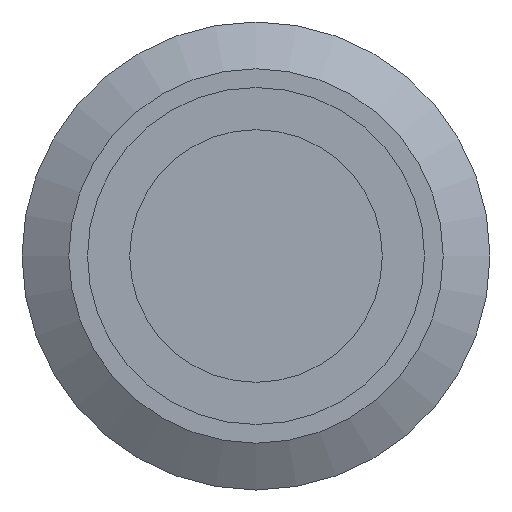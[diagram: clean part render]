
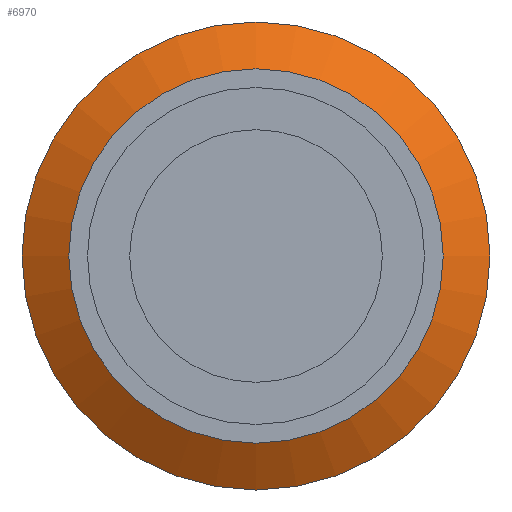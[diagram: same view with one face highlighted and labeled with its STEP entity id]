
A CAD part, left-side view. The second image highlights one B-rep face of the part: STEP entity #6970.
In plain terms, the highlighted conical face has half-angle 59.036 degrees and reference radius 25.4 mm.
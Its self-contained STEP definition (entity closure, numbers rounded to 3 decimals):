
#6943=CARTESIAN_POINT('',(7.44,0.0,0.0));
#6944=DIRECTION('',(1.0,0.0,0.0));
#6945=DIRECTION('',(0.0,0.0,1.0));
#6946=AXIS2_PLACEMENT_3D('',#6943,#6944,#6945);
#6947=CONICAL_SURFACE('',#6946,25.4,59.036);
#6948=CARTESIAN_POINT('',(-1.8,0.0,10.));
#6949=VERTEX_POINT('',#6948);
#6950=CARTESIAN_POINT('',(-1.8,0.0,0.0));
#6951=DIRECTION('',(-1.0,0.0,0.0));
#6952=DIRECTION('',(0.0,0.0,1.0));
#6953=AXIS2_PLACEMENT_3D('',#6950,#6951,#6952);
#6954=CIRCLE('',#6953,10.);
#6955=EDGE_CURVE('',#6949,#6949,#6954,.T.);
#6956=ORIENTED_EDGE('',*,*,#6955,.F.);
#6957=EDGE_LOOP('',(#6956));
#6958=FACE_OUTER_BOUND('',#6957,.T.);
#6959=CARTESIAN_POINT('',(-0.3,12.5,0.));
#6960=VERTEX_POINT('',#6959);
#6961=CARTESIAN_POINT('',(-0.3,0.0,0.0));
#6962=DIRECTION('',(1.0,0.0,0.0));
#6963=DIRECTION('',(0.0,-1.0,0.0));
#6964=AXIS2_PLACEMENT_3D('',#6961,#6962,#6963);
#6965=CIRCLE('',#6964,12.5);
#6966=EDGE_CURVE('',#6960,#6960,#6965,.T.);
#6967=ORIENTED_EDGE('',*,*,#6966,.F.);
#6968=EDGE_LOOP('',(#6967));
#6969=FACE_BOUND('',#6968,.T.);
#6970=ADVANCED_FACE('',(#6958,#6969),#6947,.T.);
